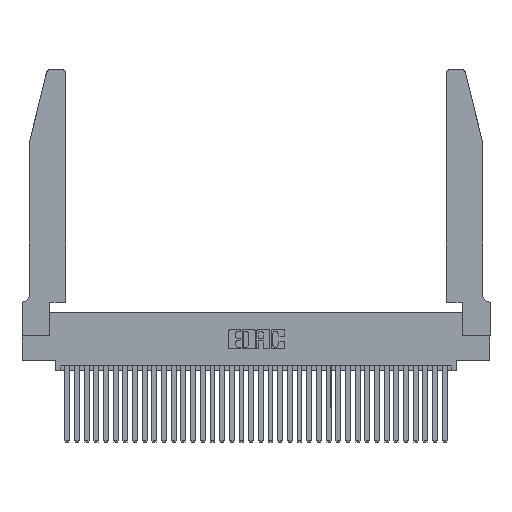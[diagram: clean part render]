
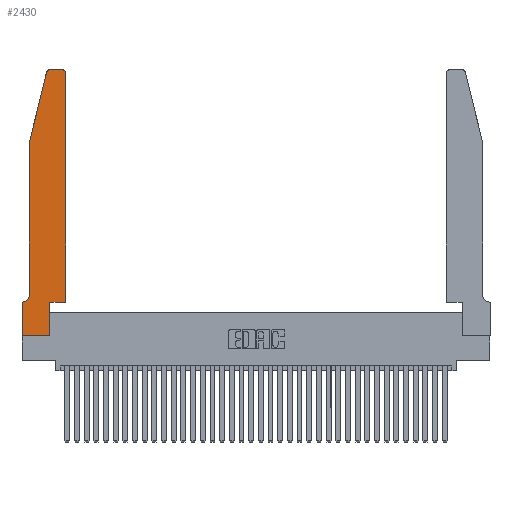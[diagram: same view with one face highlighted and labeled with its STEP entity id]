
A CAD part, top view. The second image highlights one B-rep face of the part: STEP entity #2430.
In plain terms, the highlighted planar face has unit normal (0, 0, 1).
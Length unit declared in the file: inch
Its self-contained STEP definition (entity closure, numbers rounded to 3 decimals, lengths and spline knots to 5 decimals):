
#537 = EDGE_CURVE ( 'NONE', #33449, #12748, #23310, .T. ) ;
#765 = CARTESIAN_POINT ( 'NONE',  ( 0.4505, 2.72, 0.37 ) ) ;
#948 = LINE ( 'NONE', #30887, #27943 ) ;
#1785 = LINE ( 'NONE', #18961, #10230 ) ;
#2088 = ORIENTED_EDGE ( 'NONE', *, *, #34406, .T. ) ;
#2299 = VERTEX_POINT ( 'NONE', #765 ) ;
#2430 = ADVANCED_FACE ( 'NONE', ( #30244 ), #12569, .T. ) ;
#3213 = CARTESIAN_POINT ( 'NONE',  ( 0.2865, 0., 0.37 ) ) ;
#3232 = DIRECTION ( 'NONE',  ( 0., 0., 1. ) ) ;
#3423 = CARTESIAN_POINT ( 'NONE',  ( 0.0755, 2., 0.37 ) ) ;
#3561 = DIRECTION ( 'NONE',  ( 0., -1., 0. ) ) ;
#4367 = DIRECTION ( 'NONE',  ( -1., 0., 0. ) ) ;
#4646 = CARTESIAN_POINT ( 'NONE',  ( 0.0055, 0.42, 0.37 ) ) ;
#4843 = VERTEX_POINT ( 'NONE', #16756 ) ;
#5148 = VERTEX_POINT ( 'NONE', #18967 ) ;
#5339 = DIRECTION ( 'NONE',  ( 0., 0., 1. ) ) ;
#5409 = EDGE_CURVE ( 'NONE', #16876, #33449, #28742, .T. ) ;
#5427 = EDGE_CURVE ( 'NONE', #22852, #27636, #948, .T. ) ;
#6084 = ORIENTED_EDGE ( 'NONE', *, *, #25659, .T. ) ;
#6639 = LINE ( 'NONE', #24366, #18953 ) ;
#6643 = LINE ( 'NONE', #3423, #35159 ) ;
#6703 = CARTESIAN_POINT ( 'NONE',  ( 0.4505, 0.35, 0.37 ) ) ;
#6901 = CARTESIAN_POINT ( 'NONE',  ( 0., 0.35, 0.37 ) ) ;
#8294 = AXIS2_PLACEMENT_3D ( 'NONE', #6901, #32044, #23957 ) ;
#8716 = ORIENTED_EDGE ( 'NONE', *, *, #537, .T. ) ;
#8792 = EDGE_CURVE ( 'NONE', #26339, #2299, #1785, .T. ) ;
#9179 = EDGE_CURVE ( 'NONE', #17981, #5148, #18477, .T. ) ;
#10230 = VECTOR ( 'NONE', #29809, 39.37008 ) ;
#10637 = CARTESIAN_POINT ( 'NONE',  ( 0.0755, 2., 0.37 ) ) ;
#11055 = CARTESIAN_POINT ( 'NONE',  ( 0., 0., 0.37 ) ) ;
#11877 = LINE ( 'NONE', #18569, #12313 ) ;
#12191 = DIRECTION ( 'NONE',  ( 1., 0., 0. ) ) ;
#12260 = ORIENTED_EDGE ( 'NONE', *, *, #25010, .T. ) ;
#12313 = VECTOR ( 'NONE', #27183, 39.37008 ) ;
#12514 = ORIENTED_EDGE ( 'NONE', *, *, #9179, .T. ) ;
#12569 = PLANE ( 'NONE',  #8294 ) ;
#12748 = VERTEX_POINT ( 'NONE', #10637 ) ;
#13426 = ORIENTED_EDGE ( 'NONE', *, *, #16898, .T. ) ;
#14780 = CARTESIAN_POINT ( 'NONE',  ( 0.2605, 2.75, 0.37 ) ) ;
#14863 = LINE ( 'NONE', #14780, #28485 ) ;
#14896 = DIRECTION ( 'NONE',  ( -1., 0., 0. ) ) ;
#15954 = CARTESIAN_POINT ( 'NONE',  ( 0.25487, 2.72718, 0.37 ) ) ;
#16271 = EDGE_CURVE ( 'NONE', #5148, #23447, #6639, .T. ) ;
#16756 = CARTESIAN_POINT ( 'NONE',  ( 0.2865, 0.35, 0.37 ) ) ;
#16768 = LINE ( 'NONE', #23099, #32071 ) ;
#16804 = CIRCLE ( 'NONE', #28584, 0.03 ) ;
#16876 = VERTEX_POINT ( 'NONE', #20246 ) ;
#16898 = EDGE_CURVE ( 'NONE', #12748, #17981, #6643, .T. ) ;
#17112 = CARTESIAN_POINT ( 'NONE',  ( 0.284, 2.72, 0.37 ) ) ;
#17981 = VERTEX_POINT ( 'NONE', #34854 ) ;
#18106 = EDGE_LOOP ( 'NONE', ( #6084, #19097, #8716, #13426, #12514, #19977, #2088, #18921, #12260, #28187, #30335, #26276 ) ) ;
#18477 = CIRCLE ( 'NONE', #19583, 0.07 ) ;
#18569 = CARTESIAN_POINT ( 'NONE',  ( 0.2865, 0.35, 0.37 ) ) ;
#18921 = ORIENTED_EDGE ( 'NONE', *, *, #5427, .T. ) ;
#18953 = VECTOR ( 'NONE', #4367, 39.37008 ) ;
#18961 = CARTESIAN_POINT ( 'NONE',  ( 0.4505, 0.35, 0.37 ) ) ;
#18967 = CARTESIAN_POINT ( 'NONE',  ( 0.0055, 0.35, 0.37 ) ) ;
#19052 = AXIS2_PLACEMENT_3D ( 'NONE', #17112, #3232, #22883 ) ;
#19097 = ORIENTED_EDGE ( 'NONE', *, *, #5409, .T. ) ;
#19271 = CARTESIAN_POINT ( 'NONE',  ( 0.4205, 2.72, 0.37 ) ) ;
#19583 = AXIS2_PLACEMENT_3D ( 'NONE', #4646, #35563, #32353 ) ;
#19912 = VECTOR ( 'NONE', #12191, 39.37008 ) ;
#19977 = ORIENTED_EDGE ( 'NONE', *, *, #16271, .T. ) ;
#20246 = CARTESIAN_POINT ( 'NONE',  ( 0.284, 2.75, 0.37 ) ) ;
#20512 = DIRECTION ( 'NONE',  ( 1., 0., 0. ) ) ;
#21274 = VERTEX_POINT ( 'NONE', #32455 ) ;
#22852 = VERTEX_POINT ( 'NONE', #11055 ) ;
#22883 = DIRECTION ( 'NONE',  ( 1., 0., 0. ) ) ;
#23099 = CARTESIAN_POINT ( 'NONE',  ( 0., 0., 0.37 ) ) ;
#23310 = LINE ( 'NONE', #29846, #27792 ) ;
#23326 = EDGE_CURVE ( 'NONE', #4843, #26339, #33133, .T. ) ;
#23447 = VERTEX_POINT ( 'NONE', #28203 ) ;
#23957 = DIRECTION ( 'NONE',  ( 1., 0., 0. ) ) ;
#24366 = CARTESIAN_POINT ( 'NONE',  ( 0.0755, 0.35, 0.37 ) ) ;
#24923 = DIRECTION ( 'NONE',  ( 1., 0., 0. ) ) ;
#25010 = EDGE_CURVE ( 'NONE', #27636, #4843, #11877, .T. ) ;
#25659 = EDGE_CURVE ( 'NONE', #21274, #16876, #14863, .T. ) ;
#26276 = ORIENTED_EDGE ( 'NONE', *, *, #33597, .T. ) ;
#26339 = VERTEX_POINT ( 'NONE', #6703 ) ;
#27183 = DIRECTION ( 'NONE',  ( 0., 1., 0. ) ) ;
#27636 = VERTEX_POINT ( 'NONE', #3213 ) ;
#27792 = VECTOR ( 'NONE', #32174, 39.37008 ) ;
#27943 = VECTOR ( 'NONE', #20512, 39.37008 ) ;
#28187 = ORIENTED_EDGE ( 'NONE', *, *, #23326, .T. ) ;
#28203 = CARTESIAN_POINT ( 'NONE',  ( 0., 0.35, 0.37 ) ) ;
#28485 = VECTOR ( 'NONE', #14896, 39.37008 ) ;
#28584 = AXIS2_PLACEMENT_3D ( 'NONE', #19271, #5339, #24923 ) ;
#28742 = CIRCLE ( 'NONE', #19052, 0.03 ) ;
#29809 = DIRECTION ( 'NONE',  ( 0., 1., 0. ) ) ;
#29846 = CARTESIAN_POINT ( 'NONE',  ( 0.0755, 2., 0.37 ) ) ;
#30244 = FACE_OUTER_BOUND ( 'NONE', #18106, .T. ) ;
#30335 = ORIENTED_EDGE ( 'NONE', *, *, #8792, .T. ) ;
#30887 = CARTESIAN_POINT ( 'NONE',  ( 0., 0., 0.37 ) ) ;
#31753 = DIRECTION ( 'NONE',  ( 0., -1., 0. ) ) ;
#32044 = DIRECTION ( 'NONE',  ( 0., 0., 1. ) ) ;
#32071 = VECTOR ( 'NONE', #3561, 39.37008 ) ;
#32174 = DIRECTION ( 'NONE',  ( -0.239, -0.971, 0. ) ) ;
#32353 = DIRECTION ( 'NONE',  ( -1., 0., 0. ) ) ;
#32455 = CARTESIAN_POINT ( 'NONE',  ( 0.4205, 2.75, 0.37 ) ) ;
#33133 = LINE ( 'NONE', #34274, #19912 ) ;
#33449 = VERTEX_POINT ( 'NONE', #15954 ) ;
#33597 = EDGE_CURVE ( 'NONE', #2299, #21274, #16804, .T. ) ;
#34274 = CARTESIAN_POINT ( 'NONE',  ( 0.4505, 0.35, 0.37 ) ) ;
#34406 = EDGE_CURVE ( 'NONE', #23447, #22852, #16768, .T. ) ;
#34854 = CARTESIAN_POINT ( 'NONE',  ( 0.0755, 0.42, 0.37 ) ) ;
#35159 = VECTOR ( 'NONE', #31753, 39.37008 ) ;
#35563 = DIRECTION ( 'NONE',  ( 0., 0., -1. ) ) ;
